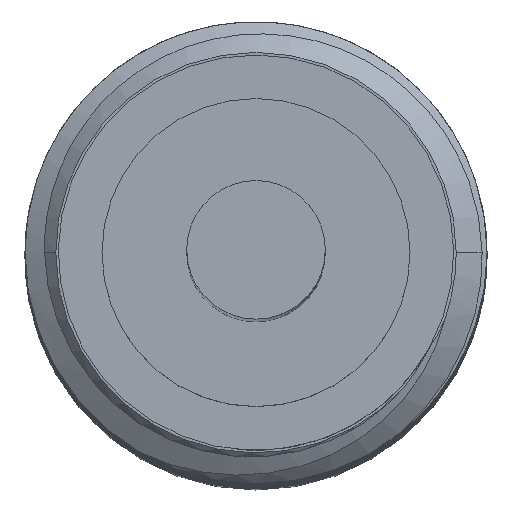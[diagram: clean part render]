
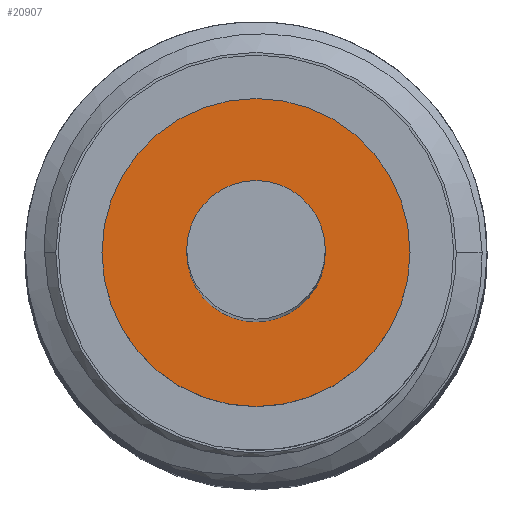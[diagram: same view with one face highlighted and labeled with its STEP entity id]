
A CAD part, top view. The second image highlights one B-rep face of the part: STEP entity #20907.
In plain terms, the highlighted planar face has unit normal (0, 0, 1).
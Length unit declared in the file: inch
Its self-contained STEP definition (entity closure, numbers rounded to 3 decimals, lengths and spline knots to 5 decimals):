
#793 = CARTESIAN_POINT ( 'NONE',  ( 0., 0., 0.82677 ) ) ;
#1447 = EDGE_CURVE ( 'NONE', #31640, #31310, #3721, .T. ) ;
#1639 = DIRECTION ( 'NONE',  ( -1., 0., 0. ) ) ;
#3721 = CIRCLE ( 'NONE', #45047, 0.03937 ) ;
#3908 = EDGE_LOOP ( 'NONE', ( #22518, #30791 ) ) ;
#4313 = DIRECTION ( 'NONE',  ( -1., 0., 0. ) ) ;
#5938 = FACE_OUTER_BOUND ( 'NONE', #3908, .T. ) ;
#6493 = EDGE_CURVE ( 'NONE', #38237, #34116, #6741, .T. ) ;
#6741 = CIRCLE ( 'NONE', #24063, 0.01772 ) ;
#8543 = CARTESIAN_POINT ( 'NONE',  ( 0., 0., 0.82677 ) ) ;
#9949 = CARTESIAN_POINT ( 'NONE',  ( -0.01772, 0., 0.82677 ) ) ;
#10951 = AXIS2_PLACEMENT_3D ( 'NONE', #19512, #33882, #1639 ) ;
#11944 = CIRCLE ( 'NONE', #17972, 0.01772 ) ;
#13928 = CARTESIAN_POINT ( 'NONE',  ( 0., 0., 0.82677 ) ) ;
#14560 = ORIENTED_EDGE ( 'NONE', *, *, #6493, .F. ) ;
#16286 = FACE_BOUND ( 'NONE', #27444, .T. ) ;
#17972 = AXIS2_PLACEMENT_3D ( 'NONE', #8543, #22698, #34191 ) ;
#19512 = CARTESIAN_POINT ( 'NONE',  ( 0., 0., 0.82677 ) ) ;
#19811 = DIRECTION ( 'NONE',  ( 0., 0., 1. ) ) ;
#20907 = ADVANCED_FACE ( 'NONE', ( #16286, #5938 ), #41249, .T. ) ;
#22518 = ORIENTED_EDGE ( 'NONE', *, *, #39199, .T. ) ;
#22698 = DIRECTION ( 'NONE',  ( 0., 0., 1. ) ) ;
#24063 = AXIS2_PLACEMENT_3D ( 'NONE', #13928, #34657, #38662 ) ;
#24075 = CARTESIAN_POINT ( 'NONE',  ( 0.03937, 0., 0.82677 ) ) ;
#27172 = EDGE_CURVE ( 'NONE', #34116, #38237, #11944, .T. ) ;
#27444 = EDGE_LOOP ( 'NONE', ( #39992, #14560 ) ) ;
#27844 = CARTESIAN_POINT ( 'NONE',  ( 0., 0., 0.82677 ) ) ;
#29298 = DIRECTION ( 'NONE',  ( 0., 0., 1. ) ) ;
#30791 = ORIENTED_EDGE ( 'NONE', *, *, #1447, .T. ) ;
#31310 = VERTEX_POINT ( 'NONE', #38420 ) ;
#31640 = VERTEX_POINT ( 'NONE', #24075 ) ;
#33487 = CIRCLE ( 'NONE', #10951, 0.03937 ) ;
#33882 = DIRECTION ( 'NONE',  ( 0., 0., 1. ) ) ;
#34116 = VERTEX_POINT ( 'NONE', #9949 ) ;
#34182 = DIRECTION ( 'NONE',  ( 1., 0., 0. ) ) ;
#34191 = DIRECTION ( 'NONE',  ( -1., 0., 0. ) ) ;
#34657 = DIRECTION ( 'NONE',  ( 0., 0., 1. ) ) ;
#38237 = VERTEX_POINT ( 'NONE', #41229 ) ;
#38420 = CARTESIAN_POINT ( 'NONE',  ( -0.03937, 0., 0.82677 ) ) ;
#38662 = DIRECTION ( 'NONE',  ( -1., 0., 0. ) ) ;
#39179 = AXIS2_PLACEMENT_3D ( 'NONE', #27844, #19811, #34182 ) ;
#39199 = EDGE_CURVE ( 'NONE', #31310, #31640, #33487, .T. ) ;
#39992 = ORIENTED_EDGE ( 'NONE', *, *, #27172, .F. ) ;
#41229 = CARTESIAN_POINT ( 'NONE',  ( 0.01772, 0., 0.82677 ) ) ;
#41249 = PLANE ( 'NONE',  #39179 ) ;
#45047 = AXIS2_PLACEMENT_3D ( 'NONE', #793, #29298, #4313 ) ;
